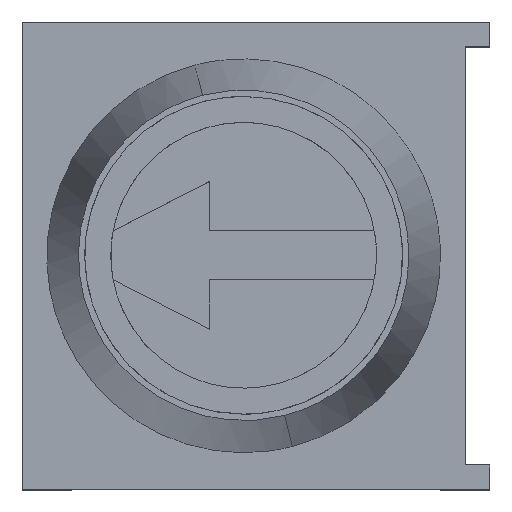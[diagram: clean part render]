
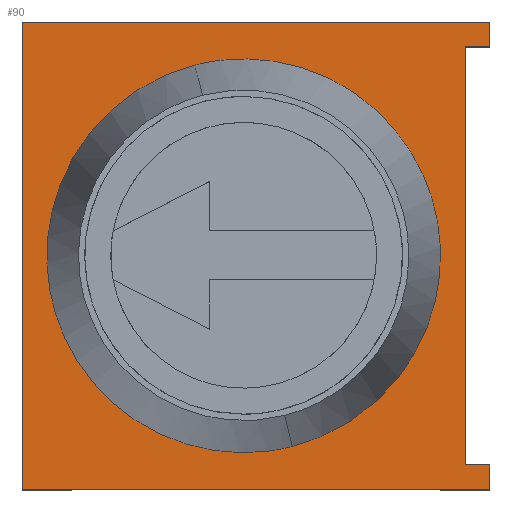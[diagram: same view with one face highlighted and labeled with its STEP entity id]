
A CAD part, top view. The second image highlights one B-rep face of the part: STEP entity #90.
In plain terms, the highlighted planar face has unit normal (0, 0, 1).
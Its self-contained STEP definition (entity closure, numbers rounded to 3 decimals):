
#90=ADVANCED_FACE('',(#158),#1072,.T.);
#158=FACE_OUTER_BOUND('',#228,.T.);
#228=EDGE_LOOP('',(#472,#473,#474,#475,#476,#477,#478,#479));
#472=ORIENTED_EDGE('',*,*,#688,.T.);
#473=ORIENTED_EDGE('',*,*,#640,.T.);
#474=ORIENTED_EDGE('',*,*,#642,.T.);
#475=ORIENTED_EDGE('',*,*,#633,.T.);
#476=ORIENTED_EDGE('',*,*,#637,.T.);
#477=ORIENTED_EDGE('',*,*,#682,.T.);
#478=ORIENTED_EDGE('',*,*,#684,.T.);
#479=ORIENTED_EDGE('',*,*,#683,.F.);
#633=EDGE_CURVE('',#953,#952,#744,.T.);
#637=EDGE_CURVE('',#952,#982,#748,.T.);
#640=EDGE_CURVE('',#955,#957,#751,.T.);
#642=EDGE_CURVE('',#957,#953,#753,.T.);
#682=EDGE_CURVE('',#982,#983,#793,.T.);
#683=EDGE_CURVE('',#984,#985,#794,.T.);
#684=EDGE_CURVE('',#983,#985,#795,.T.);
#688=EDGE_CURVE('',#984,#955,#799,.T.);
#744=B_SPLINE_CURVE_WITH_KNOTS('',1,(#1762,#1763),.UNSPECIFIED.,.F.,.F.,
(2,2),(0.,9.5),.UNSPECIFIED.);
#748=B_SPLINE_CURVE_WITH_KNOTS('',1,(#1770,#1771),.UNSPECIFIED.,.F.,.F.,
(2,2),(9.5,10.),.UNSPECIFIED.);
#751=B_SPLINE_CURVE_WITH_KNOTS('',1,(#1776,#1777),.UNSPECIFIED.,.F.,.F.,
(2,2),(19.,28.5),.UNSPECIFIED.);
#753=B_SPLINE_CURVE_WITH_KNOTS('',1,(#1780,#1781),.UNSPECIFIED.,.F.,.F.,
(2,2),(28.5,38.),.UNSPECIFIED.);
#793=B_SPLINE_CURVE_WITH_KNOTS('',1,(#1860,#1861),.UNSPECIFIED.,.F.,.F.,
(2,2),(0.,0.5),.UNSPECIFIED.);
#794=B_SPLINE_CURVE_WITH_KNOTS('',1,(#1862,#1863),.UNSPECIFIED.,.F.,.F.,
(2,2),(0.,0.5),.UNSPECIFIED.);
#795=B_SPLINE_CURVE_WITH_KNOTS('',1,(#1864,#1865),.UNSPECIFIED.,.F.,.F.,
(2,2),(-21.5,-13.),.UNSPECIFIED.);
#799=B_SPLINE_CURVE_WITH_KNOTS('',1,(#1872,#1873),.UNSPECIFIED.,.F.,.F.,
(2,2),(18.5,19.),.UNSPECIFIED.);
#952=VERTEX_POINT('',#1698);
#953=VERTEX_POINT('',#1699);
#955=VERTEX_POINT('',#1701);
#957=VERTEX_POINT('',#1703);
#982=VERTEX_POINT('',#1728);
#983=VERTEX_POINT('',#1729);
#984=VERTEX_POINT('',#1730);
#985=VERTEX_POINT('',#1731);
#1072=PLANE('',#1225);
#1225=AXIS2_PLACEMENT_3D('',#1689,#1295,$);
#1295=DIRECTION('',(0.,0.,1.));
#1689=CARTESIAN_POINT('',(0.,0.,5.));
#1698=CARTESIAN_POINT('',(9.5,0.,5.));
#1699=CARTESIAN_POINT('',(0.,0.,5.));
#1701=CARTESIAN_POINT('',(9.5,9.5,5.));
#1703=CARTESIAN_POINT('',(0.,9.5,5.));
#1728=CARTESIAN_POINT('',(9.5,0.5,5.));
#1729=CARTESIAN_POINT('',(9.,0.5,5.));
#1730=CARTESIAN_POINT('',(9.5,9.,5.));
#1731=CARTESIAN_POINT('',(9.,9.,5.));
#1762=CARTESIAN_POINT('',(0.,0.,5.));
#1763=CARTESIAN_POINT('',(9.5,0.,5.));
#1770=CARTESIAN_POINT('',(9.5,0.,5.));
#1771=CARTESIAN_POINT('',(9.5,0.5,5.));
#1776=CARTESIAN_POINT('',(9.5,9.5,5.));
#1777=CARTESIAN_POINT('',(0.,9.5,5.));
#1780=CARTESIAN_POINT('',(0.,9.5,5.));
#1781=CARTESIAN_POINT('',(0.,0.,5.));
#1860=CARTESIAN_POINT('',(9.5,0.5,5.));
#1861=CARTESIAN_POINT('',(9.,0.5,5.));
#1862=CARTESIAN_POINT('',(9.5,9.,5.));
#1863=CARTESIAN_POINT('',(9.,9.,5.));
#1864=CARTESIAN_POINT('',(9.,0.5,5.));
#1865=CARTESIAN_POINT('',(9.,9.,5.));
#1872=CARTESIAN_POINT('',(9.5,9.,5.));
#1873=CARTESIAN_POINT('',(9.5,9.5,5.));
